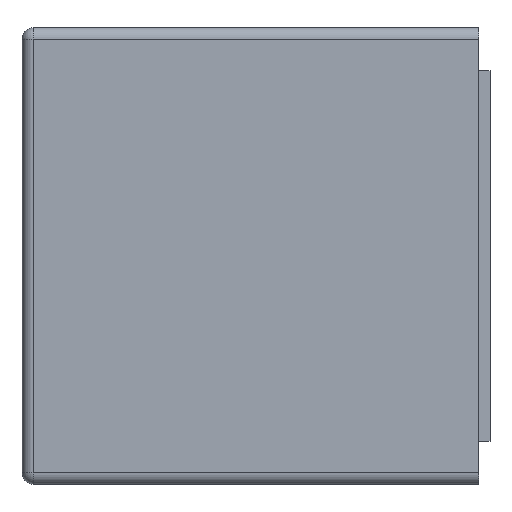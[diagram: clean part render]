
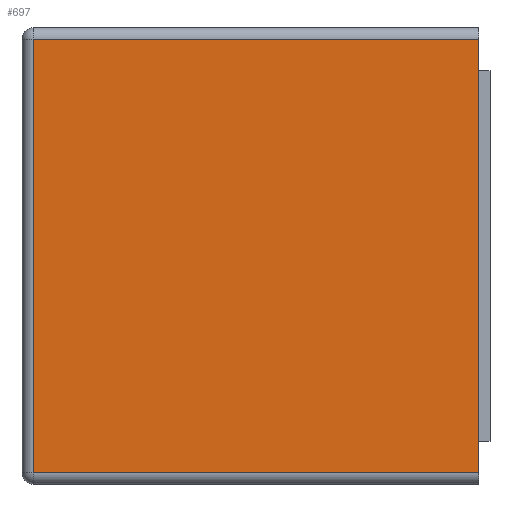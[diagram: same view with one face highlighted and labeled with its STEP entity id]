
A CAD part, left-side view. The second image highlights one B-rep face of the part: STEP entity #697.
In plain terms, the highlighted planar face has unit normal (-1, 0, 0).
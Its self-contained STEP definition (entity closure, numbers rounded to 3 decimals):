
#19 = EDGE_CURVE ( 'NONE', #163, #47, #427, .T. ) ;
#38 = VERTEX_POINT ( 'NONE', #781 ) ;
#47 = VERTEX_POINT ( 'NONE', #1118 ) ;
#75 = VECTOR ( 'NONE', #948, 1000. ) ;
#100 = ORIENTED_EDGE ( 'NONE', *, *, #1059, .T. ) ;
#154 = VECTOR ( 'NONE', #733, 1000. ) ;
#163 = VERTEX_POINT ( 'NONE', #456 ) ;
#268 = EDGE_CURVE ( 'NONE', #38, #163, #381, .T. ) ;
#274 = CARTESIAN_POINT ( 'NONE',  ( -2., 13.857, 1.9 ) ) ;
#284 = DIRECTION ( 'NONE',  ( 0., 0., -1. ) ) ;
#320 = FACE_OUTER_BOUND ( 'NONE', #391, .T. ) ;
#322 = CARTESIAN_POINT ( 'NONE',  ( -2., 0.1, 2. ) ) ;
#332 = ORIENTED_EDGE ( 'NONE', *, *, #19, .T. ) ;
#339 = CARTESIAN_POINT ( 'NONE',  ( -2., 4., 1.9 ) ) ;
#369 = VECTOR ( 'NONE', #1140, 1000. ) ;
#381 = LINE ( 'NONE', #824, #154 ) ;
#391 = EDGE_LOOP ( 'NONE', ( #100, #419, #332, #639 ) ) ;
#404 = CARTESIAN_POINT ( 'NONE',  ( -2., 13.857, 2. ) ) ;
#409 = DIRECTION ( 'NONE',  ( 0., 0., -1. ) ) ;
#419 = ORIENTED_EDGE ( 'NONE', *, *, #268, .T. ) ;
#427 = LINE ( 'NONE', #322, #75 ) ;
#456 = CARTESIAN_POINT ( 'NONE',  ( -2., 0.1, -1.9 ) ) ;
#556 = LINE ( 'NONE', #1075, #1020 ) ;
#639 = ORIENTED_EDGE ( 'NONE', *, *, #922, .T. ) ;
#680 = AXIS2_PLACEMENT_3D ( 'NONE', #404, #749, #409 ) ;
#697 = ADVANCED_FACE ( 'NONE', ( #320 ), #844, .F. ) ;
#733 = DIRECTION ( 'NONE',  ( 0., -1., 0. ) ) ;
#749 = DIRECTION ( 'NONE',  ( 1., 0., 0. ) ) ;
#781 = CARTESIAN_POINT ( 'NONE',  ( -2., 4., -1.9 ) ) ;
#824 = CARTESIAN_POINT ( 'NONE',  ( -2., 13.857, -1.9 ) ) ;
#844 = PLANE ( 'NONE',  #680 ) ;
#922 = EDGE_CURVE ( 'NONE', #47, #1027, #1068, .T. ) ;
#948 = DIRECTION ( 'NONE',  ( 0., 0., 1. ) ) ;
#1020 = VECTOR ( 'NONE', #284, 1000. ) ;
#1027 = VERTEX_POINT ( 'NONE', #339 ) ;
#1059 = EDGE_CURVE ( 'NONE', #1027, #38, #556, .T. ) ;
#1068 = LINE ( 'NONE', #274, #369 ) ;
#1075 = CARTESIAN_POINT ( 'NONE',  ( -2., 4., -2. ) ) ;
#1118 = CARTESIAN_POINT ( 'NONE',  ( -2., 0.1, 1.9 ) ) ;
#1140 = DIRECTION ( 'NONE',  ( 0., 1., 0. ) ) ;
